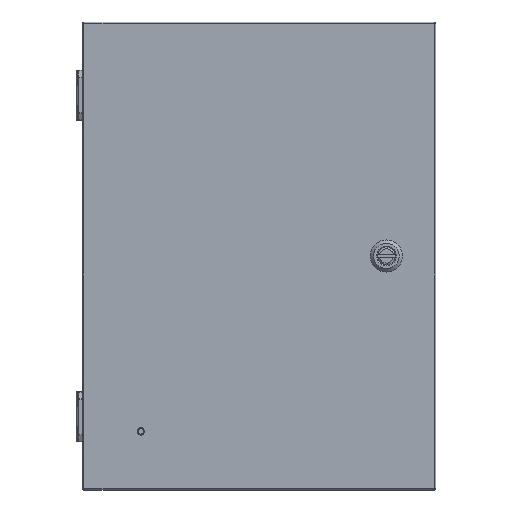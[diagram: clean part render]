
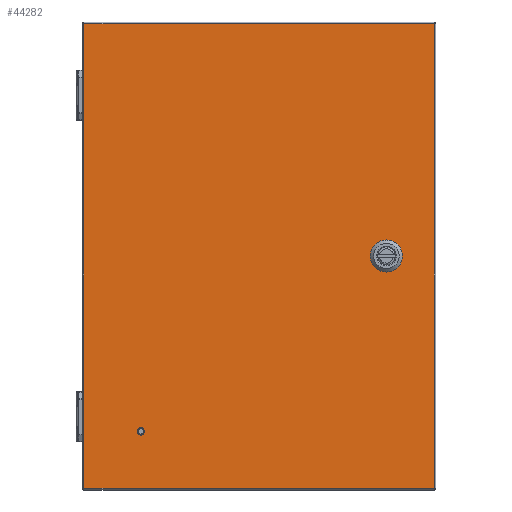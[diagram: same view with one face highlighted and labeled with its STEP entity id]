
A CAD part, top view. The second image highlights one B-rep face of the part: STEP entity #44282.
In plain terms, the highlighted planar face has unit normal (0, 0, 1).
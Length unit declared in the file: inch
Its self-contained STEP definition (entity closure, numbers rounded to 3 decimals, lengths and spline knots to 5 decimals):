
#1258 = AXIS2_PLACEMENT_3D ( 'NONE', #55390, #27908, #21281 ) ;
#2631 = ORIENTED_EDGE ( 'NONE', *, *, #77055, .T. ) ;
#3190 = EDGE_CURVE ( 'NONE', #32856, #51801, #72201, .T. ) ;
#4909 = VERTEX_POINT ( 'NONE', #7462 ) ;
#5736 = EDGE_LOOP ( 'NONE', ( #81134, #8388, #85485, #2631 ) ) ;
#7462 = CARTESIAN_POINT ( 'NONE',  ( 4.27342, -0.3959, 6.107 ) ) ;
#7665 = EDGE_CURVE ( 'NONE', #45946, #55711, #33346, .T. ) ;
#8377 = AXIS2_PLACEMENT_3D ( 'NONE', #44415, #31990, #85968 ) ;
#8388 = ORIENTED_EDGE ( 'NONE', *, *, #35971, .T. ) ;
#8497 = DIRECTION ( 'NONE',  ( -1., 0., 0. ) ) ;
#8646 = VECTOR ( 'NONE', #10330, 39.37008 ) ;
#10330 = DIRECTION ( 'NONE',  ( 0., -1., 0. ) ) ;
#10548 = EDGE_CURVE ( 'NONE', #74292, #74292, #83106, .T. ) ;
#12303 = ORIENTED_EDGE ( 'NONE', *, *, #3190, .F. ) ;
#13015 = VECTOR ( 'NONE', #24508, 39.37008 ) ;
#13363 = LINE ( 'NONE', #67262, #86729 ) ;
#13665 = EDGE_CURVE ( 'NONE', #32520, #45205, #50781, .T. ) ;
#13969 = ORIENTED_EDGE ( 'NONE', *, *, #42037, .F. ) ;
#14296 = EDGE_LOOP ( 'NONE', ( #13969, #52392, #85184, #20050, #17049, #33062, #31270, #12303 ) ) ;
#14402 = VERTEX_POINT ( 'NONE', #73921 ) ;
#14570 = CARTESIAN_POINT ( 'NONE',  ( 4.472, 0.0001, 6.107 ) ) ;
#14760 = CARTESIAN_POINT ( 'NONE',  ( 4.67058, 0.3961, 6.107 ) ) ;
#16341 = ORIENTED_EDGE ( 'NONE', *, *, #10548, .F. ) ;
#16471 = FACE_BOUND ( 'NONE', #14296, .T. ) ;
#17019 = VECTOR ( 'NONE', #77330, 39.37008 ) ;
#17049 = ORIENTED_EDGE ( 'NONE', *, *, #13665, .F. ) ;
#18716 = EDGE_LOOP ( 'NONE', ( #16341 ) ) ;
#19103 = CIRCLE ( 'NONE', #68519, 0.443 ) ;
#20050 = ORIENTED_EDGE ( 'NONE', *, *, #25603, .F. ) ;
#21281 = DIRECTION ( 'NONE',  ( -1., 0., 0. ) ) ;
#21755 = FACE_OUTER_BOUND ( 'NONE', #5736, .T. ) ;
#24443 = CARTESIAN_POINT ( 'NONE',  ( 4.076, 0.19868, 6.107 ) ) ;
#24508 = DIRECTION ( 'NONE',  ( 0., -1., 0. ) ) ;
#25603 = EDGE_CURVE ( 'NONE', #45205, #76920, #70229, .T. ) ;
#25666 = CARTESIAN_POINT ( 'NONE',  ( -0.9827, -0.3959, 6.107 ) ) ;
#27201 = AXIS2_PLACEMENT_3D ( 'NONE', #33612, #61417, #27846 ) ;
#27846 = DIRECTION ( 'NONE',  ( -1., 0., 0. ) ) ;
#27908 = DIRECTION ( 'NONE',  ( 0., 0., 1. ) ) ;
#29709 = DIRECTION ( 'NONE',  ( 0., 0., 1. ) ) ;
#31270 = ORIENTED_EDGE ( 'NONE', *, *, #72489, .F. ) ;
#31990 = DIRECTION ( 'NONE',  ( 0., 0., 1. ) ) ;
#32520 = VERTEX_POINT ( 'NONE', #83391 ) ;
#32856 = VERTEX_POINT ( 'NONE', #24443 ) ;
#33062 = ORIENTED_EDGE ( 'NONE', *, *, #33887, .F. ) ;
#33346 = LINE ( 'NONE', #60311, #79796 ) ;
#33612 = CARTESIAN_POINT ( 'NONE',  ( 4.472, 0.0001, 6.107 ) ) ;
#33887 = EDGE_CURVE ( 'NONE', #4909, #32520, #45575, .T. ) ;
#35185 = DIRECTION ( 'NONE',  ( 0., 0., 1. ) ) ;
#35895 = PLANE ( 'NONE',  #82178 ) ;
#35971 = EDGE_CURVE ( 'NONE', #55711, #68502, #80559, .T. ) ;
#40881 = VERTEX_POINT ( 'NONE', #43533 ) ;
#41653 = DIRECTION ( 'NONE',  ( -1., 0., 0. ) ) ;
#42037 = EDGE_CURVE ( 'NONE', #14402, #32856, #80882, .T. ) ;
#43140 = VECTOR ( 'NONE', #63696, 39.37008 ) ;
#43533 = CARTESIAN_POINT ( 'NONE',  ( -6.1102, 8.1277, 6.107 ) ) ;
#44052 = CIRCLE ( 'NONE', #66544, 0.443 ) ;
#44282 = ADVANCED_FACE ( 'NONE', ( #16471, #69927, #21755 ), #35895, .T. ) ;
#44415 = CARTESIAN_POINT ( 'NONE',  ( 4.472, 0.0001, 6.107 ) ) ;
#44827 = VECTOR ( 'NONE', #52685, 39.37008 ) ;
#44959 = VERTEX_POINT ( 'NONE', #14760 ) ;
#45205 = VERTEX_POINT ( 'NONE', #85489 ) ;
#45575 = LINE ( 'NONE', #25666, #44827 ) ;
#45874 = EDGE_CURVE ( 'NONE', #44959, #14402, #13363, .T. ) ;
#45946 = VERTEX_POINT ( 'NONE', #70758 ) ;
#46719 = CARTESIAN_POINT ( 'NONE',  ( 4.472, 0.0001, 6.107 ) ) ;
#46839 = EDGE_CURVE ( 'NONE', #76920, #44959, #19103, .T. ) ;
#50407 = CARTESIAN_POINT ( 'NONE',  ( 4.868, 3.0001, 6.107 ) ) ;
#50781 = CIRCLE ( 'NONE', #8377, 0.443 ) ;
#51801 = VERTEX_POINT ( 'NONE', #71656 ) ;
#52392 = ORIENTED_EDGE ( 'NONE', *, *, #45874, .F. ) ;
#52685 = DIRECTION ( 'NONE',  ( 1., 0., 0. ) ) ;
#53194 = VECTOR ( 'NONE', #69163, 39.37008 ) ;
#55390 = CARTESIAN_POINT ( 'NONE',  ( -4.1222, -6.1395, 6.107 ) ) ;
#55711 = VERTEX_POINT ( 'NONE', #80884 ) ;
#56006 = CARTESIAN_POINT ( 'NONE',  ( 6.145, 8.1277, 6.107 ) ) ;
#60311 = CARTESIAN_POINT ( 'NONE',  ( 6.205, -8.1275, 6.107 ) ) ;
#61417 = DIRECTION ( 'NONE',  ( 0., 0., 1. ) ) ;
#62113 = DIRECTION ( 'NONE',  ( -1., 0., 0. ) ) ;
#62836 = CARTESIAN_POINT ( 'NONE',  ( -0.9827, 3.0001, 6.107 ) ) ;
#63417 = CARTESIAN_POINT ( 'NONE',  ( -6.1702, 8.1277, 6.107 ) ) ;
#63696 = DIRECTION ( 'NONE',  ( 0., 1., 0. ) ) ;
#65466 = EDGE_CURVE ( 'NONE', #68502, #40881, #83342, .T. ) ;
#66544 = AXIS2_PLACEMENT_3D ( 'NONE', #46719, #35185, #62113 ) ;
#67262 = CARTESIAN_POINT ( 'NONE',  ( -0.9827, 0.3961, 6.107 ) ) ;
#68502 = VERTEX_POINT ( 'NONE', #56006 ) ;
#68519 = AXIS2_PLACEMENT_3D ( 'NONE', #14570, #70225, #69344 ) ;
#68968 = CARTESIAN_POINT ( 'NONE',  ( -4.21875, -6.1395, 6.107 ) ) ;
#69163 = DIRECTION ( 'NONE',  ( -1., 0., 0. ) ) ;
#69344 = DIRECTION ( 'NONE',  ( -1., 0., 0. ) ) ;
#69927 = FACE_BOUND ( 'NONE', #18716, .T. ) ;
#70225 = DIRECTION ( 'NONE',  ( 0., 0., 1. ) ) ;
#70229 = LINE ( 'NONE', #50407, #17019 ) ;
#70439 = CARTESIAN_POINT ( 'NONE',  ( -6.1102, -8.1875, 6.107 ) ) ;
#70758 = CARTESIAN_POINT ( 'NONE',  ( -6.1102, -8.1275, 6.107 ) ) ;
#71346 = CARTESIAN_POINT ( 'NONE',  ( 4.076, 3.0001, 6.107 ) ) ;
#71656 = CARTESIAN_POINT ( 'NONE',  ( 4.076, -0.19848, 6.107 ) ) ;
#72201 = LINE ( 'NONE', #71346, #13015 ) ;
#72489 = EDGE_CURVE ( 'NONE', #51801, #4909, #44052, .T. ) ;
#73921 = CARTESIAN_POINT ( 'NONE',  ( 4.27342, 0.3961, 6.107 ) ) ;
#74292 = VERTEX_POINT ( 'NONE', #68968 ) ;
#76920 = VERTEX_POINT ( 'NONE', #84302 ) ;
#76997 = CARTESIAN_POINT ( 'NONE',  ( 6.145, 8.1877, 6.107 ) ) ;
#77055 = EDGE_CURVE ( 'NONE', #40881, #45946, #77533, .T. ) ;
#77330 = DIRECTION ( 'NONE',  ( 0., 1., 0. ) ) ;
#77533 = LINE ( 'NONE', #70439, #8646 ) ;
#79796 = VECTOR ( 'NONE', #87298, 39.37008 ) ;
#80559 = LINE ( 'NONE', #76997, #43140 ) ;
#80882 = CIRCLE ( 'NONE', #27201, 0.443 ) ;
#80884 = CARTESIAN_POINT ( 'NONE',  ( 6.145, -8.1275, 6.107 ) ) ;
#81134 = ORIENTED_EDGE ( 'NONE', *, *, #7665, .T. ) ;
#82178 = AXIS2_PLACEMENT_3D ( 'NONE', #62836, #29709, #8497 ) ;
#83106 = CIRCLE ( 'NONE', #1258, 0.09655 ) ;
#83342 = LINE ( 'NONE', #63417, #53194 ) ;
#83391 = CARTESIAN_POINT ( 'NONE',  ( 4.67058, -0.3959, 6.107 ) ) ;
#84302 = CARTESIAN_POINT ( 'NONE',  ( 4.868, 0.19868, 6.107 ) ) ;
#85184 = ORIENTED_EDGE ( 'NONE', *, *, #46839, .F. ) ;
#85485 = ORIENTED_EDGE ( 'NONE', *, *, #65466, .T. ) ;
#85489 = CARTESIAN_POINT ( 'NONE',  ( 4.868, -0.19848, 6.107 ) ) ;
#85968 = DIRECTION ( 'NONE',  ( -1., 0., 0. ) ) ;
#86729 = VECTOR ( 'NONE', #41653, 39.37008 ) ;
#87298 = DIRECTION ( 'NONE',  ( 1., 0., 0. ) ) ;
